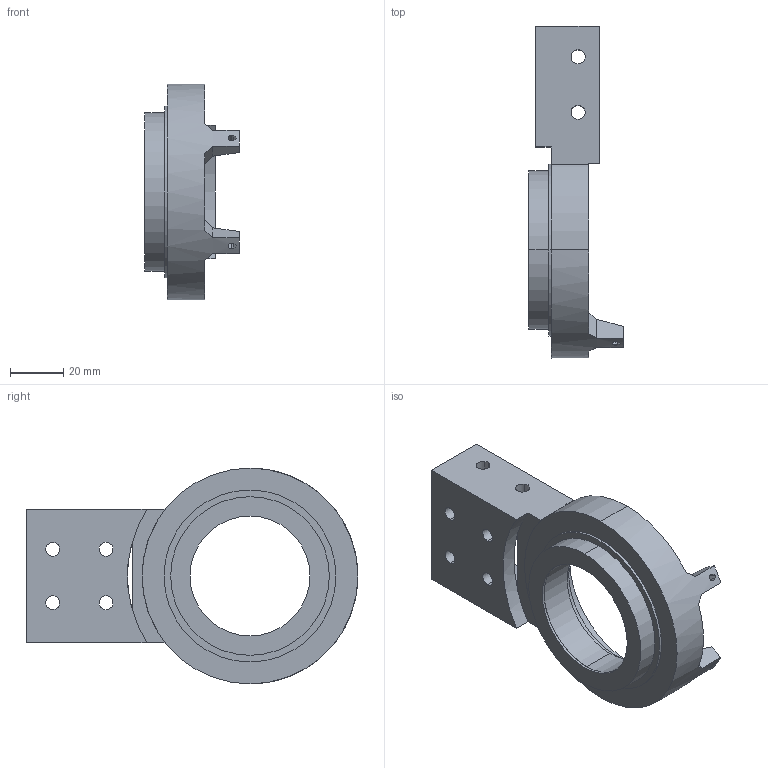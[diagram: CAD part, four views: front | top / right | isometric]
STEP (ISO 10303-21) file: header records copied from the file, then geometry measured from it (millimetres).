
FILE_DESCRIPTION (( 'STEP AP214' ), '1' );
FILE_NAME ('gearHousing.STEP', '2022-09-11T02:47:35', ( '' ), ( '' ), 'SwSTEP 2.0', 'SolidWorks 2020', '' );
FILE_SCHEMA (( 'AUTOMOTIVE_DESIGN' ));
Length unit declared in the file: millimetre
Products named in the file (1): gearHousing
Bounding box: 35.5 x 124.5 x 81 mm (x, y, z)
Volume: 75219.8 mm3; surface area: 29288.8 mm2
Topology: 2 solids, 2 shells, 115 faces, 286 edges, 190 vertices
Faces by surface type: cylinder 59, plane 54, cone 2
Entity records: 3609 total; most frequent: CARTESIAN_POINT 708, DIRECTION 616, ORIENTED_EDGE 572, EDGE_CURVE 286, AXIS2_PLACEMENT_3D 238, VERTEX_POINT 190, EDGE_LOOP 154, VECTOR 140
